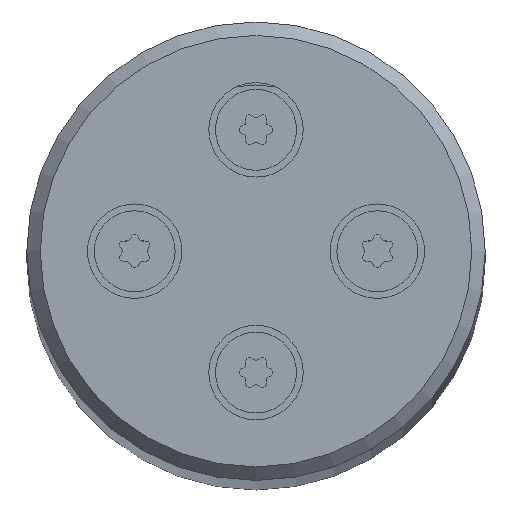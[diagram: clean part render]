
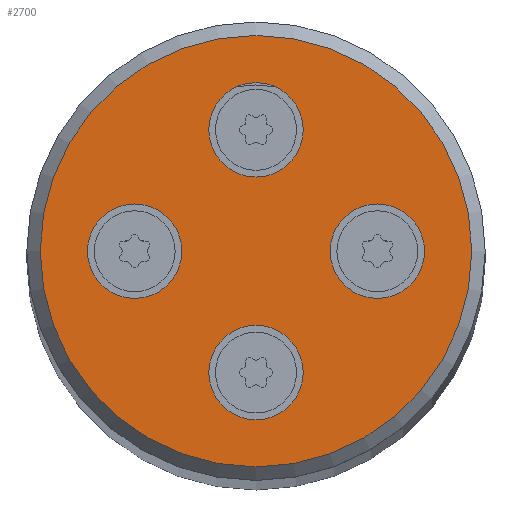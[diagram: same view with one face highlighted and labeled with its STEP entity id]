
A CAD part, top view. The second image highlights one B-rep face of the part: STEP entity #2700.
In plain terms, the highlighted planar face has unit normal (0, 0, 1).
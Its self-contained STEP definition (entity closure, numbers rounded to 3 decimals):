
#556=FACE_BOUND('',#707,.T.);
#557=FACE_BOUND('',#708,.T.);
#558=FACE_BOUND('',#709,.T.);
#559=FACE_BOUND('',#710,.T.);
#616=FACE_OUTER_BOUND('',#706,.T.);
#706=EDGE_LOOP('',(#2339));
#707=EDGE_LOOP('',(#2340));
#708=EDGE_LOOP('',(#2341));
#709=EDGE_LOOP('',(#2342));
#710=EDGE_LOOP('',(#2343));
#875=CIRCLE('',#2947,16.);
#877=CIRCLE('',#2951,3.5);
#878=CIRCLE('',#2952,3.5);
#879=CIRCLE('',#2953,3.5);
#880=CIRCLE('',#2954,3.5);
#1258=VERTEX_POINT('',#4645);
#1260=VERTEX_POINT('',#4651);
#1261=VERTEX_POINT('',#4653);
#1262=VERTEX_POINT('',#4655);
#1263=VERTEX_POINT('',#4657);
#1774=EDGE_CURVE('',#1258,#1258,#875,.T.);
#1776=EDGE_CURVE('',#1260,#1260,#877,.T.);
#1777=EDGE_CURVE('',#1261,#1261,#878,.T.);
#1778=EDGE_CURVE('',#1262,#1262,#879,.T.);
#1779=EDGE_CURVE('',#1263,#1263,#880,.T.);
#2339=ORIENTED_EDGE('',*,*,#1774,.F.);
#2340=ORIENTED_EDGE('',*,*,#1776,.T.);
#2341=ORIENTED_EDGE('',*,*,#1777,.T.);
#2342=ORIENTED_EDGE('',*,*,#1778,.T.);
#2343=ORIENTED_EDGE('',*,*,#1779,.T.);
#2578=PLANE('',#2950);
#2700=ADVANCED_FACE('',(#616,#556,#557,#558,#559),#2578,.T.);
#2947=AXIS2_PLACEMENT_3D('',#4646,#3609,#3610);
#2950=AXIS2_PLACEMENT_3D('',#4650,#3615,#3616);
#2951=AXIS2_PLACEMENT_3D('',#4652,#3617,#3618);
#2952=AXIS2_PLACEMENT_3D('',#4654,#3619,#3620);
#2953=AXIS2_PLACEMENT_3D('',#4656,#3621,#3622);
#2954=AXIS2_PLACEMENT_3D('',#4658,#3623,#3624);
#3609=DIRECTION('center_axis',(0.,0.,
-1.));
#3610=DIRECTION('ref_axis',(-1.,0.,0.));
#3615=DIRECTION('center_axis',(0.,0.,
1.));
#3616=DIRECTION('ref_axis',(1.,0.,0.));
#3617=DIRECTION('center_axis',(0.,0.,
-1.));
#3618=DIRECTION('ref_axis',(1.,0.,0.));
#3619=DIRECTION('center_axis',(0.,0.,
-1.));
#3620=DIRECTION('ref_axis',(1.,0.,0.));
#3621=DIRECTION('center_axis',(0.,0.,
-1.));
#3622=DIRECTION('ref_axis',(1.,0.,0.));
#3623=DIRECTION('center_axis',(0.,0.,
-1.));
#3624=DIRECTION('ref_axis',(1.,0.,0.));
#4645=CARTESIAN_POINT('',(16.,0.,204.5));
#4646=CARTESIAN_POINT('Origin',(0.,0.,
204.5));
#4650=CARTESIAN_POINT('Origin',(0.,0.,
204.5));
#4651=CARTESIAN_POINT('',(-5.5,0.,204.5));
#4652=CARTESIAN_POINT('Origin',(-9.,0.,
204.5));
#4653=CARTESIAN_POINT('',(3.5,9.,204.5));
#4654=CARTESIAN_POINT('Origin',(0.,9.,204.5));
#4655=CARTESIAN_POINT('',(3.5,-9.,204.5));
#4656=CARTESIAN_POINT('Origin',(0.,-9.,204.5));
#4657=CARTESIAN_POINT('',(12.5,0.,204.5));
#4658=CARTESIAN_POINT('Origin',(9.,0.,204.5));
